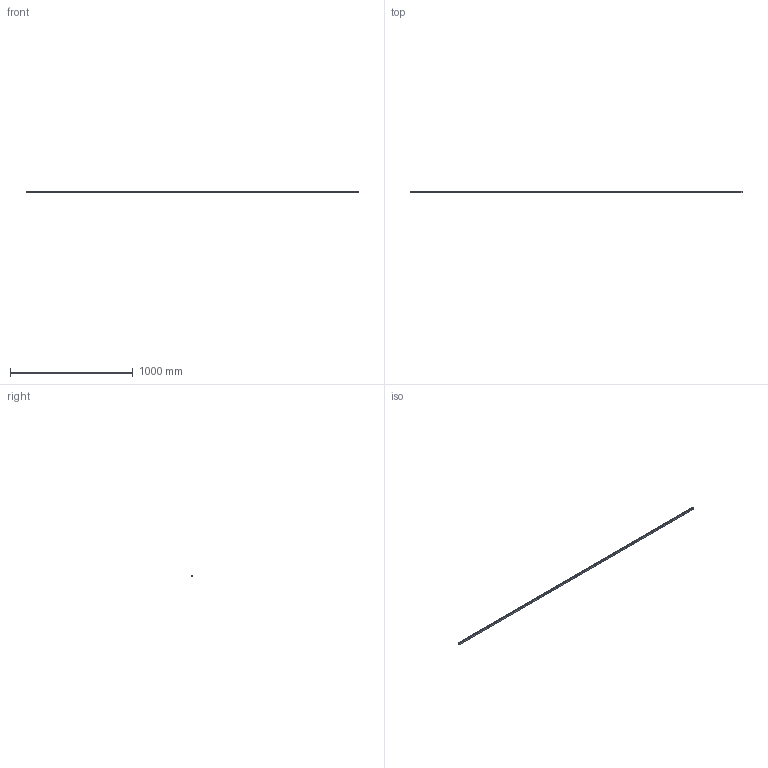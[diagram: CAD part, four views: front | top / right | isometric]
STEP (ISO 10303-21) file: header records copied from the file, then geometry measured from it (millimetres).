
FILE_DESCRIPTION (( 'STEP AP214' ), '1' );
FILE_NAME ('SSR15XTB1SS-2710LYT_G5_0_PB1021B_1326-55_0_0_0.STEP', '2021-06-24T13:09:56', ( '' ), ( '' ), 'SwSTEP 2.0', 'SolidWorks 2021', '' );
FILE_SCHEMA (( 'AUTOMOTIVE_DESIGN' ));
Length unit declared in the file: millimetre
Products named in the file (2): SSR15XTB1SS-2710LYT_G5_0_PB1021B_1326-55_0_0_0; _SSR15XTBY27105Y Track
Assembly tree (1 placements, depth 2):
  SSR15XTB1SS-2710LYT_G5_0_PB1021B_1326-55_0_0_0
    _SSR15XTBY27105Y Track
Bounding box: 2710 x 12.5 x 15 mm (x, y, z)
Volume: 439619.7 mm3; surface area: 165226.5 mm2
Topology: 1 solids, 1 shells, 284 faces, 708 edges, 472 vertices
Faces by surface type: cylinder 192, plane 92
Entity records: 8906 total; most frequent: DIRECTION 1656, CARTESIAN_POINT 1504, ORIENTED_EDGE 1416, EDGE_CURVE 708, AXIS2_PLACEMENT_3D 672, VERTEX_POINT 472, EDGE_LOOP 422, CIRCLE 384
